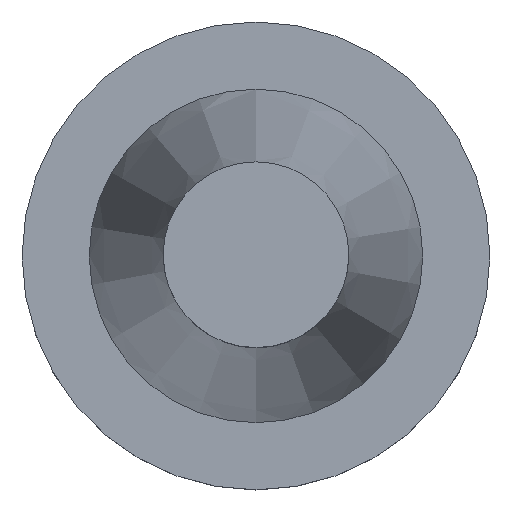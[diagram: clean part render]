
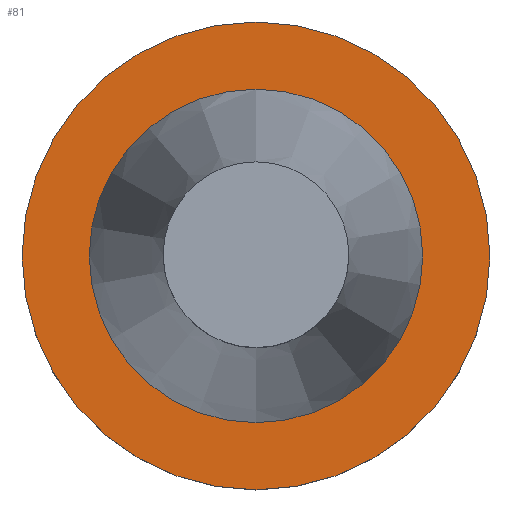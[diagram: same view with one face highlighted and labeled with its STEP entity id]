
A CAD part, top view. The second image highlights one B-rep face of the part: STEP entity #81.
In plain terms, the highlighted planar face has unit normal (0, 0, 1).
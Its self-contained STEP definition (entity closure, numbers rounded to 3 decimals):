
#45=FACE_BOUND('',#107,.T.);
#46=FACE_BOUND('',#108,.T.);
#81=ADVANCED_FACE('',(#45,#46),#88,.F.);
#88=PLANE('',#268);
#107=EDGE_LOOP('',(#139));
#108=EDGE_LOOP('',(#140,#141));
#139=ORIENTED_EDGE('',*,*,#195,.T.);
#140=ORIENTED_EDGE('',*,*,#196,.T.);
#141=ORIENTED_EDGE('',*,*,#197,.T.);
#171=VERTEX_POINT('',#378);
#172=VERTEX_POINT('',#381);
#173=VERTEX_POINT('',#382);
#195=EDGE_CURVE('',#171,#171,#217,.T.);
#196=EDGE_CURVE('',#172,#173,#218,.T.);
#197=EDGE_CURVE('',#173,#172,#219,.T.);
#217=CIRCLE('',#264,31.5);
#218=CIRCLE('',#266,22.458);
#219=CIRCLE('',#267,22.458);
#264=AXIS2_PLACEMENT_3D('',#377,#317,#318);
#266=AXIS2_PLACEMENT_3D('',#380,#321,#322);
#267=AXIS2_PLACEMENT_3D('',#383,#323,#324);
#268=AXIS2_PLACEMENT_3D('',#384,#325,#326);
#317=DIRECTION('',(0.,0.,1.));
#318=DIRECTION('',(-1.,0.,0.));
#321=DIRECTION('',(0.,0.,-1.));
#322=DIRECTION('',(-1.,0.,0.));
#323=DIRECTION('',(0.,0.,-1.));
#324=DIRECTION('',(-1.,0.,0.));
#325=DIRECTION('',(0.,0.,-1.));
#326=DIRECTION('',(0.,1.,0.));
#377=CARTESIAN_POINT('',(0.,0.,-1.6));
#378=CARTESIAN_POINT('',(-31.5,0.,-1.6));
#380=CARTESIAN_POINT('',(0.,0.,-1.6));
#381=CARTESIAN_POINT('',(0.,22.458,-1.6));
#382=CARTESIAN_POINT('',(0.,-22.458,-1.6));
#383=CARTESIAN_POINT('',(0.,0.,-1.6));
#384=CARTESIAN_POINT('',(0.,0.,-1.6));
